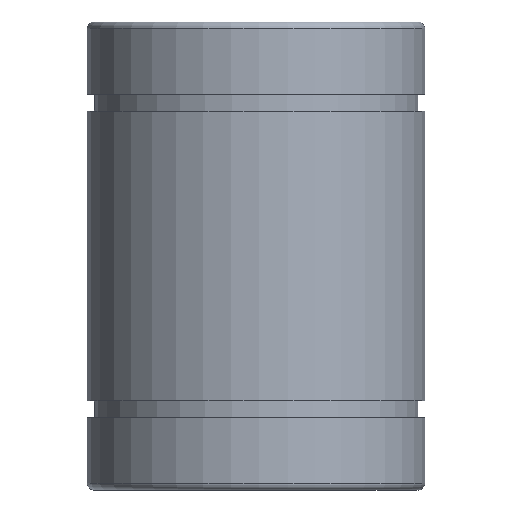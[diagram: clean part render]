
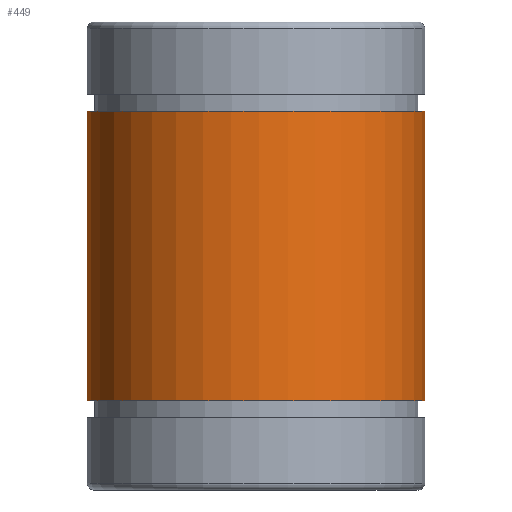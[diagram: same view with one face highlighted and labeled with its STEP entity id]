
A CAD part, front view. The second image highlights one B-rep face of the part: STEP entity #449.
In plain terms, the highlighted cylindrical face has radius 13 mm (diameter 26 mm), a partial arc.
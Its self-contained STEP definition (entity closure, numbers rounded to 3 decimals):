
#52=LINE('',#731,#92);
#53=LINE('',#735,#93);
#92=VECTOR('',#581,1000.);
#93=VECTOR('',#584,1000.);
#154=ORIENTED_EDGE('',*,*,#271,.F.);
#155=ORIENTED_EDGE('',*,*,#279,.F.);
#156=ORIENTED_EDGE('',*,*,#280,.T.);
#157=ORIENTED_EDGE('',*,*,#281,.T.);
#271=EDGE_CURVE('',#332,#334,#368,.T.);
#279=EDGE_CURVE('',#338,#332,#52,.T.);
#280=EDGE_CURVE('',#338,#339,#371,.T.);
#281=EDGE_CURVE('',#339,#334,#53,.T.);
#332=VERTEX_POINT('',#714);
#334=VERTEX_POINT('',#717);
#338=VERTEX_POINT('',#732);
#339=VERTEX_POINT('',#734);
#368=CIRCLE('',#492,13.);
#371=CIRCLE('',#498,13.);
#391=EDGE_LOOP('',(#154,#155,#156,#157));
#415=FACE_BOUND('',#391,.T.);
#433=CYLINDRICAL_SURFACE('',#497,13.);
#449=ADVANCED_FACE('',(#415),#433,.T.);
#492=AXIS2_PLACEMENT_3D('',#716,#564,#565);
#497=AXIS2_PLACEMENT_3D('',#730,#579,#580);
#498=AXIS2_PLACEMENT_3D('',#733,#582,#583);
#564=DIRECTION('',(0.,0.,-1.));
#565=DIRECTION('',(-1.,0.,0.));
#579=DIRECTION('',(0.,0.,-1.));
#580=DIRECTION('',(-1.,0.,0.));
#581=DIRECTION('',(0.,0.,-1.));
#582=DIRECTION('',(0.,0.,-1.));
#583=DIRECTION('',(-1.,0.,0.));
#584=DIRECTION('',(0.,0.,-1.));
#714=CARTESIAN_POINT('',(-1.403,12.924,-11.15));
#716=CARTESIAN_POINT('',(0.,0.,-11.15));
#717=CARTESIAN_POINT('',(-12.924,1.403,-11.15));
#730=CARTESIAN_POINT('',(0.,0.,-500.));
#731=CARTESIAN_POINT('',(-1.403,12.924,18.));
#732=CARTESIAN_POINT('',(-1.403,12.924,11.15));
#733=CARTESIAN_POINT('',(0.,0.,11.15));
#734=CARTESIAN_POINT('',(-12.924,1.403,11.15));
#735=CARTESIAN_POINT('',(-12.924,1.403,18.));
